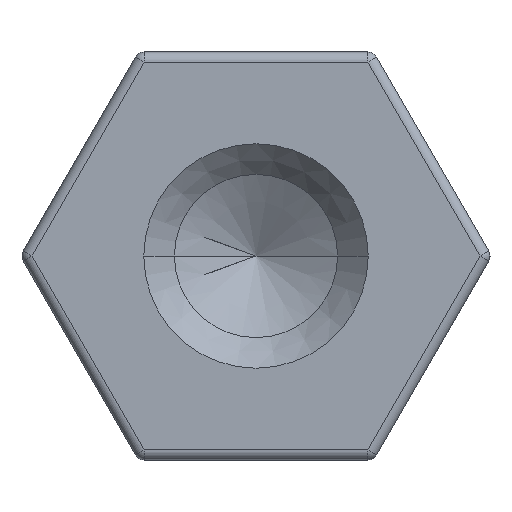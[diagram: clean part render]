
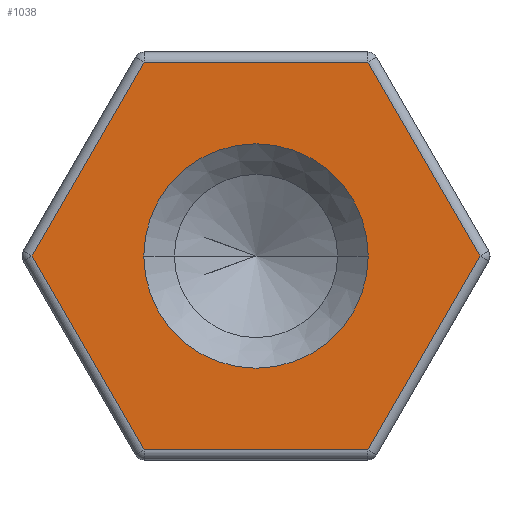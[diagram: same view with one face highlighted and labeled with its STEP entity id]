
A CAD part, left-side view. The second image highlights one B-rep face of the part: STEP entity #1038.
In plain terms, the highlighted planar face has unit normal (-1, 0, 0).
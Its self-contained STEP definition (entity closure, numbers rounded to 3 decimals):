
#63 = FACE_OUTER_BOUND ( 'NONE', #596, .T. ) ;
#68 = FACE_BOUND ( 'NONE', #611, .T. ) ;
#89 = CARTESIAN_POINT ( 'NONE',  ( 0., -1.097, -1.9 ) ) ;
#163 = CIRCLE ( 'NONE', #1308, 1.1 ) ;
#256 = EDGE_CURVE ( 'NONE', #838, #966, #379, .T. ) ;
#263 = EDGE_CURVE ( 'NONE', #982, #838, #368, .T. ) ;
#271 = EDGE_CURVE ( 'NONE', #562, #982, #357, .T. ) ;
#277 = EDGE_CURVE ( 'NONE', #757, #562, #355, .T. ) ;
#285 = EDGE_CURVE ( 'NONE', #1049, #757, #362, .T. ) ;
#286 = EDGE_CURVE ( 'NONE', #966, #1049, #339, .T. ) ;
#291 = EDGE_CURVE ( 'NONE', #964, #896, #332, .T. ) ;
#319 = DIRECTION ( 'NONE',  ( 1., 0., 0. ) ) ;
#324 = CARTESIAN_POINT ( 'NONE',  ( 0., 0., 0. ) ) ;
#329 = VECTOR ( 'NONE', #837, 1000. ) ;
#332 = CIRCLE ( 'NONE', #1386, 1.1 ) ;
#335 = VECTOR ( 'NONE', #885, 1000. ) ;
#339 = LINE ( 'NONE', #840, #329 ) ;
#345 = VECTOR ( 'NONE', #861, 1000. ) ;
#351 = VECTOR ( 'NONE', #908, 1000. ) ;
#355 = LINE ( 'NONE', #865, #345 ) ;
#357 = LINE ( 'NONE', #911, #351 ) ;
#358 = VECTOR ( 'NONE', #915, 1000. ) ;
#362 = LINE ( 'NONE', #850, #335 ) ;
#364 = VECTOR ( 'NONE', #940, 1000. ) ;
#368 = LINE ( 'NONE', #906, #358 ) ;
#379 = LINE ( 'NONE', #925, #364 ) ;
#415 = CARTESIAN_POINT ( 'NONE',  ( 0., 2.194, 0. ) ) ;
#460 = EDGE_CURVE ( 'NONE', #896, #964, #163, .T. ) ;
#494 = CARTESIAN_POINT ( 'NONE',  ( 0., 1.097, 1.9 ) ) ;
#527 = DIRECTION ( 'NONE',  ( 1., 0., 0. ) ) ;
#562 = VERTEX_POINT ( 'NONE', #415 ) ;
#596 = EDGE_LOOP ( 'NONE', ( #802, #807, #810, #814, #817, #820 ) ) ;
#611 = EDGE_LOOP ( 'NONE', ( #823, #825 ) ) ;
#639 = CARTESIAN_POINT ( 'NONE',  ( 0., -1.1, 0. ) ) ;
#757 = VERTEX_POINT ( 'NONE', #494 ) ;
#802 = ORIENTED_EDGE ( 'NONE', *, *, #286, .T. ) ;
#807 = ORIENTED_EDGE ( 'NONE', *, *, #285, .T. ) ;
#810 = ORIENTED_EDGE ( 'NONE', *, *, #277, .T. ) ;
#814 = ORIENTED_EDGE ( 'NONE', *, *, #271, .T. ) ;
#817 = ORIENTED_EDGE ( 'NONE', *, *, #263, .T. ) ;
#819 = DIRECTION ( 'NONE',  ( 0., 1., 0. ) ) ;
#820 = ORIENTED_EDGE ( 'NONE', *, *, #256, .T. ) ;
#822 = DIRECTION ( 'NONE',  ( 1., 0., 0. ) ) ;
#823 = ORIENTED_EDGE ( 'NONE', *, *, #291, .T. ) ;
#825 = ORIENTED_EDGE ( 'NONE', *, *, #460, .T. ) ;
#826 = CARTESIAN_POINT ( 'NONE',  ( 0., 0., 0. ) ) ;
#837 = DIRECTION ( 'NONE',  ( 0., 0.5, 0.866 ) ) ;
#838 = VERTEX_POINT ( 'NONE', #89 ) ;
#840 = CARTESIAN_POINT ( 'NONE',  ( 0., -1.645, 0.95 ) ) ;
#850 = CARTESIAN_POINT ( 'NONE',  ( 0., 0., 1.9 ) ) ;
#861 = DIRECTION ( 'NONE',  ( 0., 0.5, -0.866 ) ) ;
#865 = CARTESIAN_POINT ( 'NONE',  ( 0., 1.645, 0.95 ) ) ;
#885 = DIRECTION ( 'NONE',  ( 0., 1., 0. ) ) ;
#890 = AXIS2_PLACEMENT_3D ( 'NONE', #1224, #527, #1284 ) ;
#896 = VERTEX_POINT ( 'NONE', #639 ) ;
#906 = CARTESIAN_POINT ( 'NONE',  ( 0., 0., -1.9 ) ) ;
#908 = DIRECTION ( 'NONE',  ( 0., -0.5, -0.866 ) ) ;
#911 = CARTESIAN_POINT ( 'NONE',  ( 0., 1.645, -0.95 ) ) ;
#915 = DIRECTION ( 'NONE',  ( 0., -1., 0. ) ) ;
#925 = CARTESIAN_POINT ( 'NONE',  ( 0., -1.645, -0.95 ) ) ;
#940 = DIRECTION ( 'NONE',  ( 0., -0.5, 0.866 ) ) ;
#964 = VERTEX_POINT ( 'NONE', #1150 ) ;
#966 = VERTEX_POINT ( 'NONE', #1221 ) ;
#982 = VERTEX_POINT ( 'NONE', #1344 ) ;
#1038 = ADVANCED_FACE ( 'NONE', ( #63, #68 ), #1423, .F. ) ;
#1049 = VERTEX_POINT ( 'NONE', #1387 ) ;
#1150 = CARTESIAN_POINT ( 'NONE',  ( 0., 1.1, 0. ) ) ;
#1221 = CARTESIAN_POINT ( 'NONE',  ( 0., -2.194, 0. ) ) ;
#1224 = CARTESIAN_POINT ( 'NONE',  ( 0., 0., 0. ) ) ;
#1269 = DIRECTION ( 'NONE',  ( 0., 1., 0. ) ) ;
#1284 = DIRECTION ( 'NONE',  ( 0., 1., 0. ) ) ;
#1308 = AXIS2_PLACEMENT_3D ( 'NONE', #324, #319, #1269 ) ;
#1344 = CARTESIAN_POINT ( 'NONE',  ( 0., 1.097, -1.9 ) ) ;
#1386 = AXIS2_PLACEMENT_3D ( 'NONE', #826, #822, #819 ) ;
#1387 = CARTESIAN_POINT ( 'NONE',  ( 0., -1.097, 1.9 ) ) ;
#1423 = PLANE ( 'NONE',  #890 ) ;
